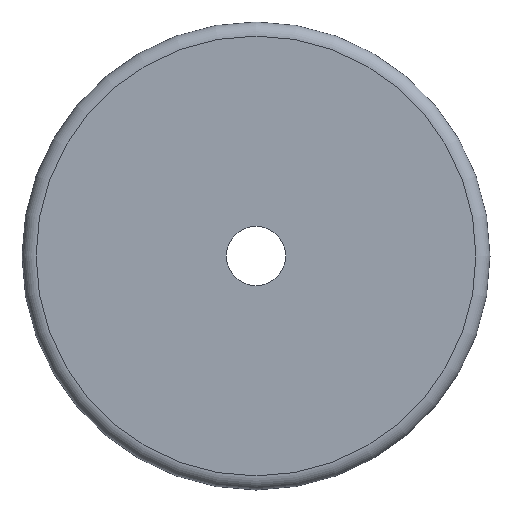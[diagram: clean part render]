
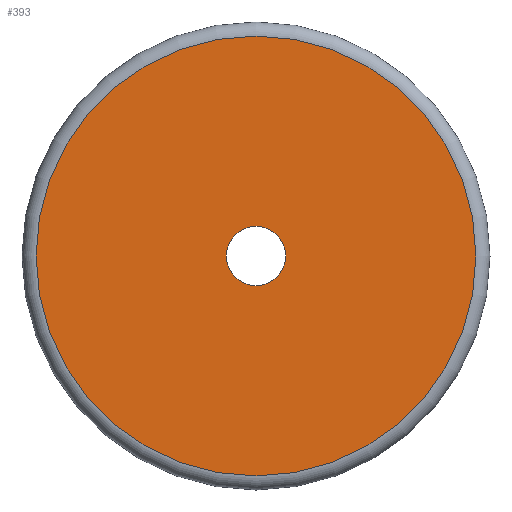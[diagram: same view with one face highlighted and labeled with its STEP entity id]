
A CAD part, front view. The second image highlights one B-rep face of the part: STEP entity #393.
In plain terms, the highlighted planar face has unit normal (0, -1, 0).
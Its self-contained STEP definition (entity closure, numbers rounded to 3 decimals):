
#88=FACE_BOUND('',#148,.T.);
#95=PLANE('',#530);
#128=FACE_OUTER_BOUND('',#147,.T.);
#147=EDGE_LOOP('',(#331,#332));
#148=EDGE_LOOP('',(#333,#334));
#165=CIRCLE('',#507,39.);
#166=CIRCLE('',#508,39.);
#180=CIRCLE('',#528,5.25);
#181=CIRCLE('',#529,5.25);
#208=VERTEX_POINT('',#717);
#209=VERTEX_POINT('',#719);
#221=VERTEX_POINT('',#754);
#222=VERTEX_POINT('',#756);
#245=EDGE_CURVE('',#208,#209,#165,.T.);
#246=EDGE_CURVE('',#209,#208,#166,.T.);
#263=EDGE_CURVE('',#222,#221,#180,.T.);
#264=EDGE_CURVE('',#221,#222,#181,.T.);
#331=ORIENTED_EDGE('',*,*,#246,.F.);
#332=ORIENTED_EDGE('',*,*,#245,.F.);
#333=ORIENTED_EDGE('',*,*,#263,.T.);
#334=ORIENTED_EDGE('',*,*,#264,.T.);
#393=ADVANCED_FACE('',(#128,#88),#95,.T.);
#507=AXIS2_PLACEMENT_3D('',#720,#580,#581);
#508=AXIS2_PLACEMENT_3D('',#721,#582,#583);
#528=AXIS2_PLACEMENT_3D('',#757,#625,#626);
#529=AXIS2_PLACEMENT_3D('',#758,#627,#628);
#530=AXIS2_PLACEMENT_3D('',#759,#629,#630);
#580=DIRECTION('center_axis',(0.,1.,0.));
#581=DIRECTION('ref_axis',(1.,0.,0.));
#582=DIRECTION('center_axis',(0.,1.,0.));
#583=DIRECTION('ref_axis',(1.,0.,0.));
#625=DIRECTION('center_axis',(0.,1.,0.));
#626=DIRECTION('ref_axis',(1.,0.,0.));
#627=DIRECTION('center_axis',(0.,1.,0.));
#628=DIRECTION('ref_axis',(1.,0.,0.));
#629=DIRECTION('center_axis',(0.,-1.,0.));
#630=DIRECTION('ref_axis',(0.,0.,-1.));
#717=CARTESIAN_POINT('',(0.,0.,-39.));
#719=CARTESIAN_POINT('',(-39.,0.,0.));
#720=CARTESIAN_POINT('Origin',(0.,0.,0.));
#721=CARTESIAN_POINT('Origin',(0.,0.,0.));
#754=CARTESIAN_POINT('',(5.25,0.,0.));
#756=CARTESIAN_POINT('',(-5.25,0.,0.));
#757=CARTESIAN_POINT('Origin',(0.,0.,0.));
#758=CARTESIAN_POINT('Origin',(0.,0.,0.));
#759=CARTESIAN_POINT('Origin',(-39.,0.,0.));
